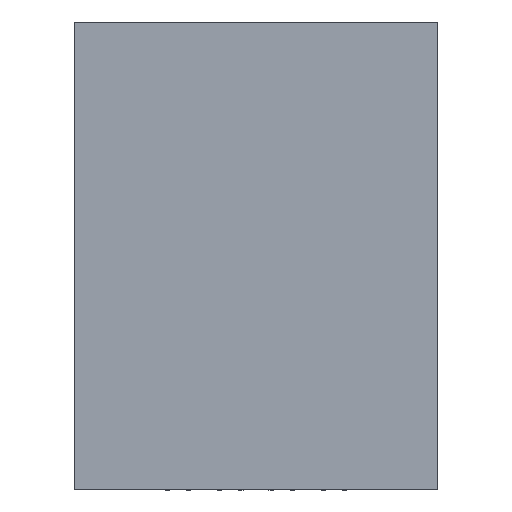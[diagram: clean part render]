
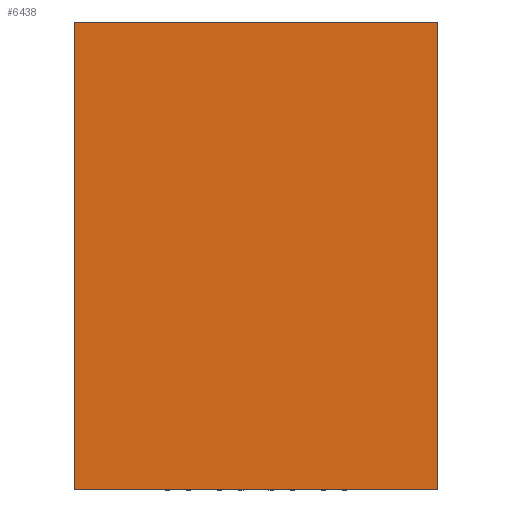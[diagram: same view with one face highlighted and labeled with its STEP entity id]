
A CAD part, top view. The second image highlights one B-rep face of the part: STEP entity #6438.
In plain terms, the highlighted face is planar.
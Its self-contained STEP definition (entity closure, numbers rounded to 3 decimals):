
#332 = ORIENTED_EDGE ( 'NONE', *, *, #6393, .T. ) ;
#928 = EDGE_LOOP ( 'NONE', ( #2642, #15033, #332, #3856 ) ) ;
#1690 = CARTESIAN_POINT ( 'NONE',  ( 1.75, 0.975, -2.25 ) ) ;
#1762 = EDGE_CURVE ( 'NONE', #14028, #9308, #6125, .T. ) ;
#2125 = LINE ( 'NONE', #1690, #17425 ) ;
#2642 = ORIENTED_EDGE ( 'NONE', *, *, #9792, .T. ) ;
#3131 = FACE_OUTER_BOUND ( 'NONE', #928, .T. ) ;
#3214 = DIRECTION ( 'NONE',  ( 0., 0., -1. ) ) ;
#3293 = EDGE_CURVE ( 'NONE', #3618, #8277, #8316, .T. ) ;
#3468 = CARTESIAN_POINT ( 'NONE',  ( -1.75, 0.975, 2.25 ) ) ;
#3602 = CARTESIAN_POINT ( 'NONE',  ( -1.75, 0.975, -2.25 ) ) ;
#3618 = VERTEX_POINT ( 'NONE', #14729 ) ;
#3856 = ORIENTED_EDGE ( 'NONE', *, *, #3293, .T. ) ;
#6125 = LINE ( 'NONE', #7608, #13383 ) ;
#6132 = PLANE ( 'NONE',  #17113 ) ;
#6393 = EDGE_CURVE ( 'NONE', #9308, #3618, #2125, .T. ) ;
#6438 = ADVANCED_FACE ( 'NONE', ( #3131 ), #6132, .T. ) ;
#7608 = CARTESIAN_POINT ( 'NONE',  ( 1.75, 0.975, 2.25 ) ) ;
#8277 = VERTEX_POINT ( 'NONE', #8736 ) ;
#8316 = LINE ( 'NONE', #3602, #15174 ) ;
#8683 = DIRECTION ( 'NONE',  ( 0., 1., 0. ) ) ;
#8736 = CARTESIAN_POINT ( 'NONE',  ( -1.75, 0.975, 2.25 ) ) ;
#9308 = VERTEX_POINT ( 'NONE', #12709 ) ;
#9792 = EDGE_CURVE ( 'NONE', #8277, #14028, #12541, .T. ) ;
#11091 = DIRECTION ( 'NONE',  ( 1., 0., 0. ) ) ;
#11101 = DIRECTION ( 'NONE',  ( -1., 0., 0. ) ) ;
#11229 = DIRECTION ( 'NONE',  ( 0., 0., 1. ) ) ;
#12541 = LINE ( 'NONE', #3468, #18453 ) ;
#12709 = CARTESIAN_POINT ( 'NONE',  ( 1.75, 0.975, -2.25 ) ) ;
#13383 = VECTOR ( 'NONE', #3214, 1000. ) ;
#14028 = VERTEX_POINT ( 'NONE', #16691 ) ;
#14729 = CARTESIAN_POINT ( 'NONE',  ( -1.75, 0.975, -2.25 ) ) ;
#15033 = ORIENTED_EDGE ( 'NONE', *, *, #1762, .T. ) ;
#15174 = VECTOR ( 'NONE', #11229, 1000. ) ;
#16691 = CARTESIAN_POINT ( 'NONE',  ( 1.75, 0.975, 2.25 ) ) ;
#17113 = AXIS2_PLACEMENT_3D ( 'NONE', #17530, #8683, #18797 ) ;
#17425 = VECTOR ( 'NONE', #11101, 1000. ) ;
#17530 = CARTESIAN_POINT ( 'NONE',  ( 0., 0.975, 0. ) ) ;
#18453 = VECTOR ( 'NONE', #11091, 1000. ) ;
#18797 = DIRECTION ( 'NONE',  ( 1., 0., 0. ) ) ;
